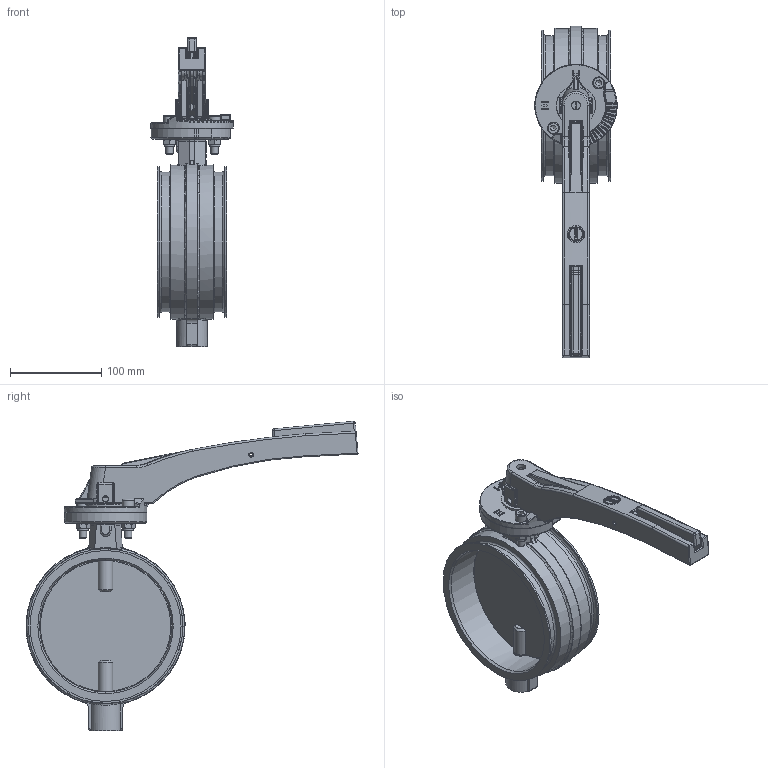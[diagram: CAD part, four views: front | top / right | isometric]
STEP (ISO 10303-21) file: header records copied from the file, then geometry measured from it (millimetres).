
FILE_DESCRIPTION((''),'2;1');
FILE_NAME('CK-M DN150 + Rastgriff.stp','2013-11-20T09:00:03',('hellwig'),(''),'Autodesk Inventor 2013','Autodesk Inventor 2013','');
FILE_SCHEMA(('AUTOMOTIVE_DESIGN { 1 0 10303 214 1 1 1 1 }'));
Length unit declared in the file: millimetre
Products named in the file (1): M26605_Shrinkwrap_1
Bounding box: 90 x 362.87 x 338.3 mm (x, y, z)
Volume: 717909.7 mm3; surface area: 257530 mm2
Topology: 1 solids, 4 shells, 1481 faces, 3798 edges, 2290 vertices
Faces by surface type: plane 511, cylinder 432, bspline 290, torus 169, sphere 49, cone 30
Full cylindrical faces by diameter (mm): 4 x1, 5 x2, 5.3 x1, 6.647 x1, 7 x1, 8 x4, 9 x4, 9.5 x1, 11.6 x2, 12.8 x4, 13 x2, 15 x1, 16 x7, 16.2 x6, 20 x1, 30 x1, 34 x1, 36 x1, 43 x1, 55.1 x1, 90 x1, 145 x1, 153 x2, 165 x2, 169 x2
Entity records: 63094 total; most frequent: CARTESIAN_POINT 28178, ORIENTED_EDGE 7118, DIRECTION 6592, EDGE_CURVE 3559, AXIS2_PLACEMENT_3D 2551, VERTEX_POINT 2238, EDGE_LOOP 1677, VECTOR 1490
